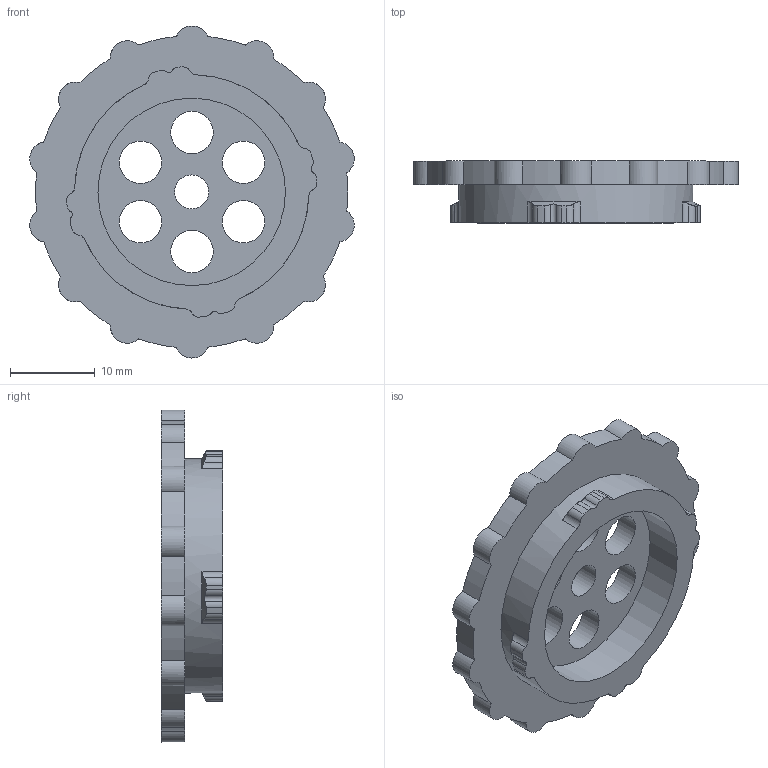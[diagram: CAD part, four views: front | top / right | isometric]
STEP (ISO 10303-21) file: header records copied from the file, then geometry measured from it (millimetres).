
FILE_DESCRIPTION(/* description */ (''),/* implementation_level */ '2;1');
FILE_NAME(/* name */ 'Rocket Nose Cone v1.step',/* time_stamp */ '2026-01-16T22:29:57-07:00',/* author */ (''),/* organization */ (''),/* preprocessor_version */ 'ST-DEVELOPER v20.1',/* originating_system */ 'Autodesk Translation Framework v14.17.0.0',/* authorisation */ '');
FILE_SCHEMA (('AUTOMOTIVE_DESIGN { 1 0 10303 214 3 1 1 }'));
Length unit declared in the file: millimetre
Products named in the file (1): Rocket Nose Cone
Bounding box: 38.22 x 7.27 x 39.1 mm (x, y, z)
Volume: 3705.8 mm3; surface area: 3350 mm2
Topology: 1 solids, 1 shells, 95 faces, 273 edges, 182 vertices
Faces by surface type: cylinder 73, plane 18, cone 4
Full cylindrical faces by diameter (mm): 4 x15, 5 x6, 22.079 x1, 27.599 x1
Entity records: 3426 total; most frequent: CARTESIAN_POINT 771, DIRECTION 591, ORIENTED_EDGE 546, EDGE_CURVE 273, AXIS2_PLACEMENT_3D 250, VERTEX_POINT 182, CIRCLE 154, EDGE_LOOP 111
